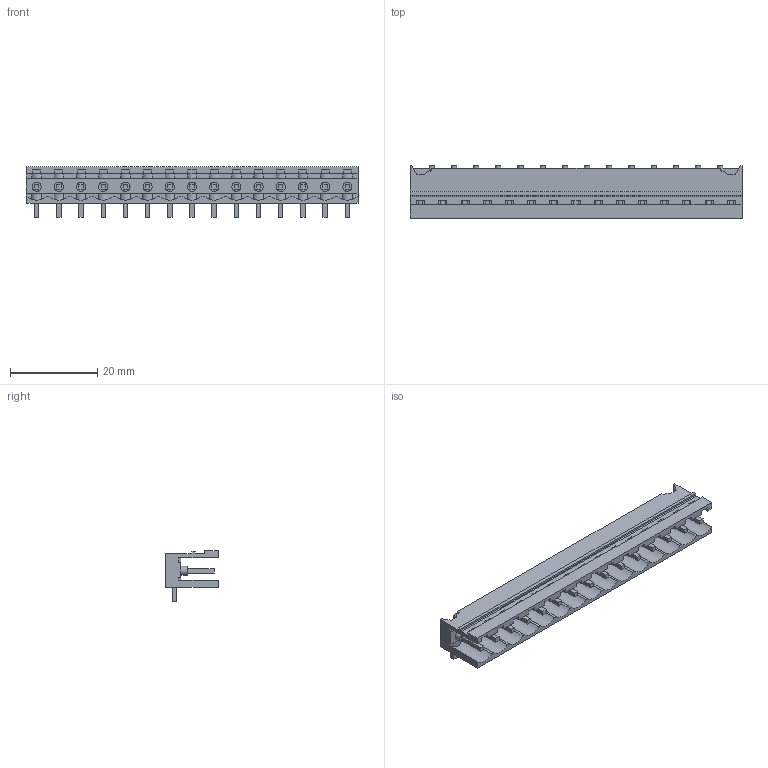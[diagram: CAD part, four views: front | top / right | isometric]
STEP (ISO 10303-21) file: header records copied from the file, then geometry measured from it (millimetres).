
FILE_DESCRIPTION(('CATIA V5 STEP Exchange','CAx-IF Rec.Pracs.--- Model Styling and Organization---1.2---2011-12-15'),'2;1');
FILE_NAME ('D1456020_0', '2018-03-09T07:54:38+00:00', ('none'), ('Weidmueller'), 'CATIA Version 5-6 Release 2014', 'CATIA V5 STEP AP214', 'none');
FILE_SCHEMA(('AUTOMOTIVE_DESIGN { 1 0 10303 214 1 1 1 1 }'));
Length unit declared in the file: millimetre
Products named in the file (1): 1780080000
Bounding box: 76 x 12 x 11.63 mm (x, y, z)
Volume: 2718.4 mm3; surface area: 6379.8 mm2
Topology: 16 solids, 16 shells, 825 faces, 2642 edges, 1834 vertices
Faces by surface type: plane 678, cylinder 145, extrusion 2
Entity records: 26914 total; most frequent: CARTESIAN_POINT 5366, ORIENTED_EDGE 5284, DIRECTION 3248, EDGE_CURVE 2642, VECTOR 2036, LINE 2034, VERTEX_POINT 1834, EDGE_LOOP 870
